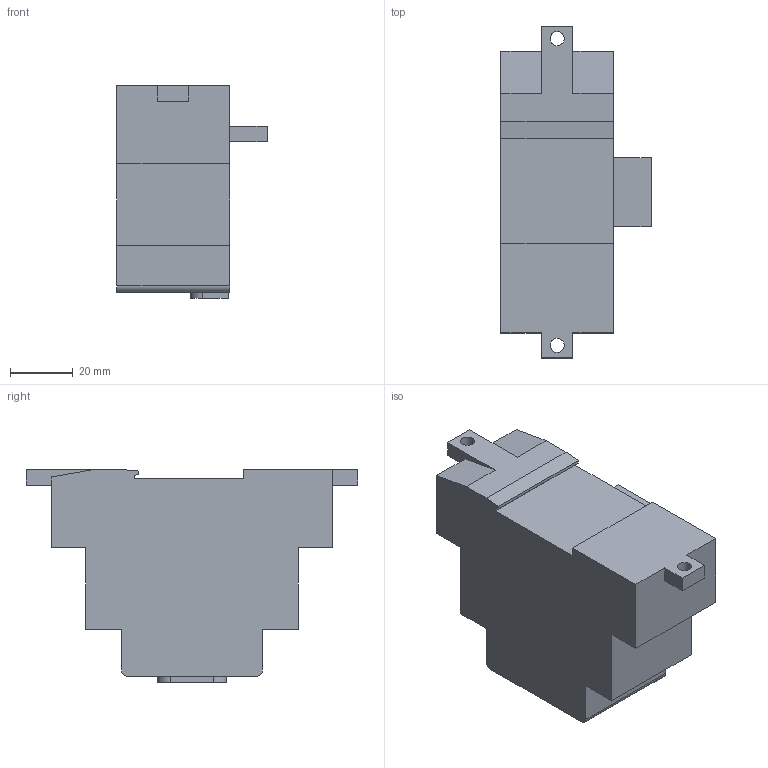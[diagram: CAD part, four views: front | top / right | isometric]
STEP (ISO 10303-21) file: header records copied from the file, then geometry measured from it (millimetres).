
FILE_DESCRIPTION (( 'STEP AP214' ), '1' );
FILE_NAME ('Ìîäóëü ââîäà òåðìîñîïðîòèâëåíèé 4 24Â_ILR-MI4PT-24D.STEP', '2018-04-03T11:37:59', ( '' ), ( '' ), 'SwSTEP 2.0', 'SolidWorks 2017', '' );
FILE_SCHEMA (( 'AUTOMOTIVE_DESIGN' ));
Length unit declared in the file: millimetre
Products named in the file (1): Ìîäóëü ââîäà òåðìîñîïðîòèâëåíèé 4 24Â_ILR-MI4PT-24D
Bounding box: 48 x 106 x 68 mm (x, y, z)
Volume: 166833.2 mm3; surface area: 22280.7 mm2
Topology: 1 solids, 1 shells, 183 faces, 471 edges, 314 vertices
Faces by surface type: plane 110, bspline 39, cylinder 34
Entity records: 6383 total; most frequent: CARTESIAN_POINT 1476, ORIENTED_EDGE 942, DIRECTION 751, EDGE_CURVE 471, VECTOR 325, LINE 325, VERTEX_POINT 314, AXIS2_PLACEMENT_3D 213
